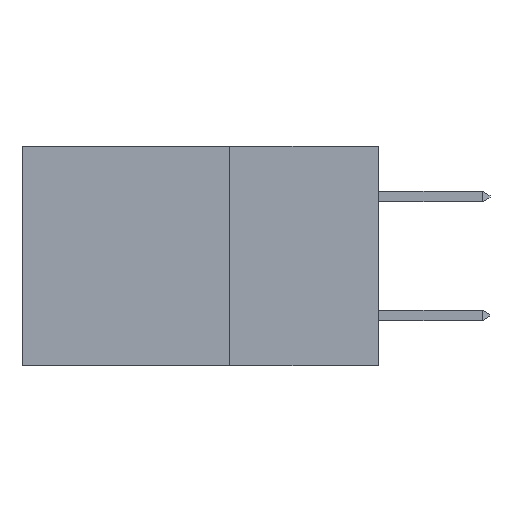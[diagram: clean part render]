
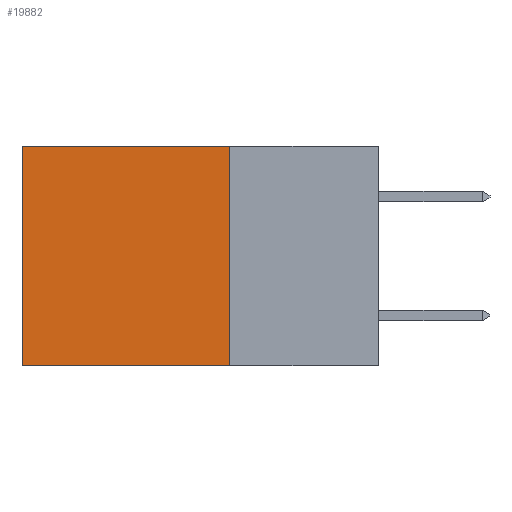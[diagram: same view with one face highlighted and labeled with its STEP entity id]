
A CAD part, left-side view. The second image highlights one B-rep face of the part: STEP entity #19882.
In plain terms, the highlighted planar face has unit normal (-1, 0, 0).
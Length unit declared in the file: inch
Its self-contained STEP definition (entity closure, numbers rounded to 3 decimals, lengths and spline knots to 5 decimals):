
#670 = DIRECTION ( 'NONE',  ( 0., 0., -1. ) ) ;
#903 = FACE_OUTER_BOUND ( 'NONE', #10987, .T. ) ;
#1165 = CARTESIAN_POINT ( 'NONE',  ( 0.298, 0.25, 0. ) ) ;
#3156 = DIRECTION ( 'NONE',  ( 0., 1., 0. ) ) ;
#3665 = EDGE_CURVE ( 'NONE', #22323, #16410, #15189, .T. ) ;
#4075 = VECTOR ( 'NONE', #20400, 39.37008 ) ;
#4246 = ORIENTED_EDGE ( 'NONE', *, *, #3665, .F. ) ;
#4601 = EDGE_CURVE ( 'NONE', #16410, #21418, #9280, .T. ) ;
#4660 = VECTOR ( 'NONE', #3156, 39.37008 ) ;
#6083 = LINE ( 'NONE', #17337, #20758 ) ;
#6887 = CARTESIAN_POINT ( 'NONE',  ( 0.298, 0.6, -0.37 ) ) ;
#7985 = PLANE ( 'NONE',  #14674 ) ;
#8118 = CARTESIAN_POINT ( 'NONE',  ( 0.298, 0.25, -0.37 ) ) ;
#9280 = LINE ( 'NONE', #20276, #4075 ) ;
#9967 = DIRECTION ( 'NONE',  ( 1., 0., 0. ) ) ;
#10052 = EDGE_CURVE ( 'NONE', #22323, #21967, #19949, .T. ) ;
#10987 = EDGE_LOOP ( 'NONE', ( #15075, #11911, #4246, #20378 ) ) ;
#11911 = ORIENTED_EDGE ( 'NONE', *, *, #4601, .F. ) ;
#14587 = VECTOR ( 'NONE', #670, 39.37008 ) ;
#14674 = AXIS2_PLACEMENT_3D ( 'NONE', #19398, #9967, #23198 ) ;
#15075 = ORIENTED_EDGE ( 'NONE', *, *, #21046, .T. ) ;
#15189 = LINE ( 'NONE', #16127, #14587 ) ;
#16127 = CARTESIAN_POINT ( 'NONE',  ( 0.298, 0.25, 0. ) ) ;
#16134 = CARTESIAN_POINT ( 'NONE',  ( 0.298, 0.6, 0. ) ) ;
#16410 = VERTEX_POINT ( 'NONE', #8118 ) ;
#17337 = CARTESIAN_POINT ( 'NONE',  ( 0.298, 0.6, 0. ) ) ;
#19398 = CARTESIAN_POINT ( 'NONE',  ( 0.298, 0.25, 0. ) ) ;
#19882 = ADVANCED_FACE ( 'NONE', ( #903 ), #7985, .F. ) ;
#19949 = LINE ( 'NONE', #1165, #4660 ) ;
#20276 = CARTESIAN_POINT ( 'NONE',  ( 0.298, 0.25, -0.37 ) ) ;
#20378 = ORIENTED_EDGE ( 'NONE', *, *, #10052, .T. ) ;
#20400 = DIRECTION ( 'NONE',  ( 0., 1., 0. ) ) ;
#20758 = VECTOR ( 'NONE', #21117, 39.37008 ) ;
#21046 = EDGE_CURVE ( 'NONE', #21967, #21418, #6083, .T. ) ;
#21068 = CARTESIAN_POINT ( 'NONE',  ( 0.298, 0.25, 0. ) ) ;
#21117 = DIRECTION ( 'NONE',  ( 0., 0., -1. ) ) ;
#21418 = VERTEX_POINT ( 'NONE', #6887 ) ;
#21967 = VERTEX_POINT ( 'NONE', #16134 ) ;
#22323 = VERTEX_POINT ( 'NONE', #21068 ) ;
#23198 = DIRECTION ( 'NONE',  ( 0., 0., -1. ) ) ;
